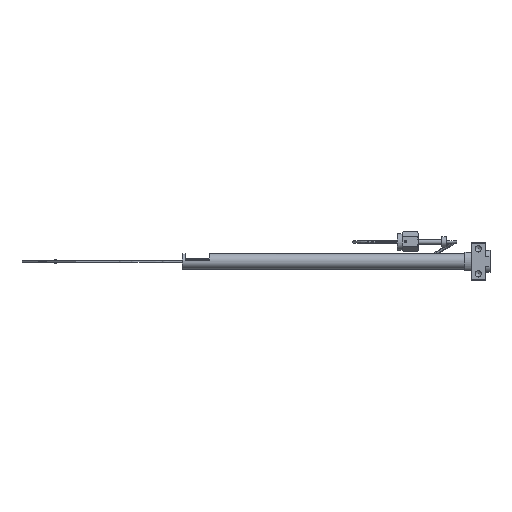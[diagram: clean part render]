
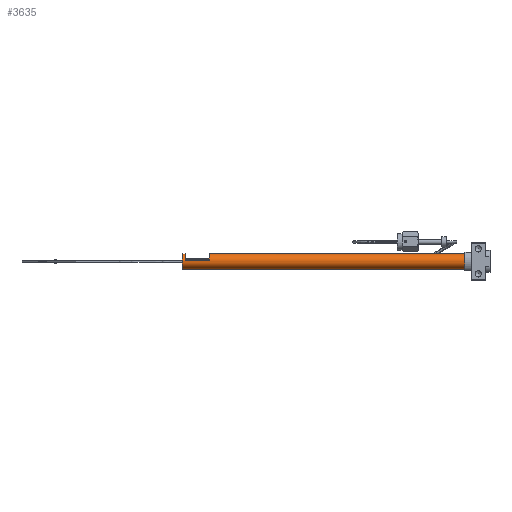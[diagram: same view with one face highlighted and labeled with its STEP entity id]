
A CAD part, left-side view. The second image highlights one B-rep face of the part: STEP entity #3635.
In plain terms, the highlighted cylindrical face has radius 4.9 mm (diameter 9.8 mm), a full revolution.
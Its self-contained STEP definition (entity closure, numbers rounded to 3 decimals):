
#1203=CYLINDRICAL_SURFACE('',#15682,4.9);
#1673=FACE_BOUND('',#5471,.T.);
#1674=FACE_BOUND('',#5472,.T.);
#1675=FACE_BOUND('',#5473,.T.);
#2638=CIRCLE('',#15678,4.9);
#2639=CIRCLE('',#15679,4.9);
#2640=CIRCLE('',#15680,4.9);
#2641=CIRCLE('',#15681,4.9);
#3635=ADVANCED_FACE('',(#1673,#1674,#1675),#1203,.T.);
#5471=EDGE_LOOP('',(#7246,#7247,#7248,#7249));
#5472=EDGE_LOOP('',(#7250));
#5473=EDGE_LOOP('',(#7251));
#7246=ORIENTED_EDGE('',*,*,#12138,.T.);
#7247=ORIENTED_EDGE('',*,*,#12140,.T.);
#7248=ORIENTED_EDGE('',*,*,#12134,.T.);
#7249=ORIENTED_EDGE('',*,*,#12141,.T.);
#7250=ORIENTED_EDGE('',*,*,#12142,.T.);
#7251=ORIENTED_EDGE('',*,*,#12143,.F.);
#10710=VERTEX_POINT('',#22760);
#10711=VERTEX_POINT('',#22762);
#10714=VERTEX_POINT('',#22769);
#10715=VERTEX_POINT('',#22771);
#10716=VERTEX_POINT('',#22777);
#10717=VERTEX_POINT('',#22779);
#12134=EDGE_CURVE('',#10711,#10710,#13943,.T.);
#12138=EDGE_CURVE('',#10715,#10714,#13947,.T.);
#12140=EDGE_CURVE('',#10714,#10711,#2638,.T.);
#12141=EDGE_CURVE('',#10710,#10715,#2639,.T.);
#12142=EDGE_CURVE('',#10716,#10716,#2640,.T.);
#12143=EDGE_CURVE('',#10717,#10717,#2641,.T.);
#13943=LINE('',#22761,#14736);
#13947=LINE('',#22770,#14740);
#14736=VECTOR('',#17971,1.);
#14740=VECTOR('',#17977,1.);
#15678=AXIS2_PLACEMENT_3D('',#22774,#17981,#17982);
#15679=AXIS2_PLACEMENT_3D('',#22775,#17983,#17984);
#15680=AXIS2_PLACEMENT_3D('',#22776,#17985,#17986);
#15681=AXIS2_PLACEMENT_3D('',#22778,#17987,#17988);
#15682=AXIS2_PLACEMENT_3D('',#22780,#17989,#17990);
#17971=DIRECTION('',(0.,0.,1.));
#17977=DIRECTION('',(0.,0.,-1.));
#17981=DIRECTION('',(0.,0.,-1.));
#17982=DIRECTION('',(1.,0.,0.));
#17983=DIRECTION('',(0.,0.,1.));
#17984=DIRECTION('',(1.,0.,0.));
#17985=DIRECTION('',(0.,0.,-1.));
#17986=DIRECTION('',(1.,0.,0.));
#17987=DIRECTION('',(0.,0.,-1.));
#17988=DIRECTION('',(1.,0.,0.));
#17989=DIRECTION('',(0.,0.,-1.));
#17990=DIRECTION('',(-1.,0.,0.));
#22760=CARTESIAN_POINT('',(4.85,0.7,189.));
#22761=CARTESIAN_POINT('',(4.85,0.7,191.));
#22762=CARTESIAN_POINT('',(4.85,0.7,173.5));
#22769=CARTESIAN_POINT('',(-4.85,0.7,173.5));
#22770=CARTESIAN_POINT('',(-4.85,0.7,191.));
#22771=CARTESIAN_POINT('',(-4.85,0.7,189.));
#22774=CARTESIAN_POINT('',(0.,0.,173.5));
#22775=CARTESIAN_POINT('',(0.,0.,189.));
#22776=CARTESIAN_POINT('',(0.,0.,191.));
#22777=CARTESIAN_POINT('',(4.9,0.,191.));
#22778=CARTESIAN_POINT('',(0.,0.,0.));
#22779=CARTESIAN_POINT('',(4.9,0.,0.));
#22780=CARTESIAN_POINT('',(0.,0.,191.));
